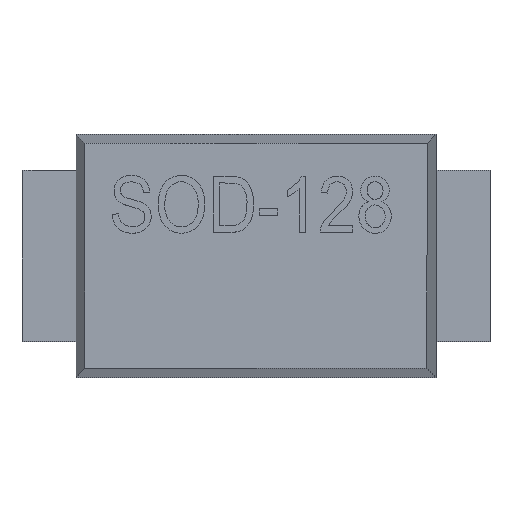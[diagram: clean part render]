
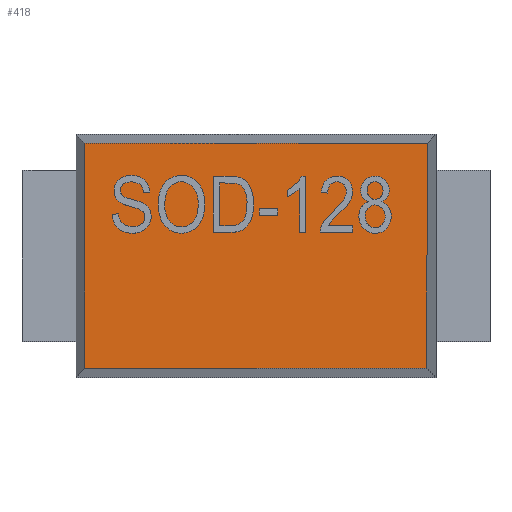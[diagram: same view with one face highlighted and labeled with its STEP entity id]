
A CAD part, top view. The second image highlights one B-rep face of the part: STEP entity #418.
In plain terms, the highlighted planar face has unit normal (0, 0, 1).
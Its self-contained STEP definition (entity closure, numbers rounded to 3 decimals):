
#363 = EDGE_LOOP ( 'NONE', ( #1060, #1355, #2778, #4109 ) ) ;
#370 = DIRECTION ( 'NONE',  ( -1., 0., 0. ) ) ;
#418 = ADVANCED_FACE ( 'NONE', ( #4563 ), #4226, .T. ) ;
#671 = DIRECTION ( 'NONE',  ( 0., 1., 0. ) ) ;
#721 = DIRECTION ( 'NONE',  ( 1., 0., 0. ) ) ;
#794 = LINE ( 'NONE', #2134, #2372 ) ;
#886 = EDGE_CURVE ( 'NONE', #2363, #3189, #1018, .T. ) ;
#1018 = LINE ( 'NONE', #3839, #4442 ) ;
#1060 = ORIENTED_EDGE ( 'NONE', *, *, #2403, .F. ) ;
#1321 = VECTOR ( 'NONE', #3491, 1000. ) ;
#1327 = VECTOR ( 'NONE', #370, 1000. ) ;
#1355 = ORIENTED_EDGE ( 'NONE', *, *, #886, .F. ) ;
#1359 = AXIS2_PLACEMENT_3D ( 'NONE', #2128, #3510, #721 ) ;
#1448 = CARTESIAN_POINT ( 'NONE',  ( 0.1, 0.1, 1.1 ) ) ;
#1599 = LINE ( 'NONE', #2045, #1321 ) ;
#1839 = CARTESIAN_POINT ( 'NONE',  ( 3.9, 0.1, 1.1 ) ) ;
#1906 = CARTESIAN_POINT ( 'NONE',  ( 0.1, 2.6, 1.1 ) ) ;
#2045 = CARTESIAN_POINT ( 'NONE',  ( 3.9, 0., 1.1 ) ) ;
#2084 = CARTESIAN_POINT ( 'NONE',  ( 0., 0.1, 1.1 ) ) ;
#2128 = CARTESIAN_POINT ( 'NONE',  ( 0., 0., 1.1 ) ) ;
#2134 = CARTESIAN_POINT ( 'NONE',  ( 0., 2.6, 1.1 ) ) ;
#2299 = VERTEX_POINT ( 'NONE', #2782 ) ;
#2363 = VERTEX_POINT ( 'NONE', #1448 ) ;
#2372 = VECTOR ( 'NONE', #2874, 1000. ) ;
#2403 = EDGE_CURVE ( 'NONE', #3189, #2299, #794, .T. ) ;
#2778 = ORIENTED_EDGE ( 'NONE', *, *, #3056, .F. ) ;
#2782 = CARTESIAN_POINT ( 'NONE',  ( 3.9, 2.6, 1.1 ) ) ;
#2848 = LINE ( 'NONE', #2084, #1327 ) ;
#2874 = DIRECTION ( 'NONE',  ( 1., 0., 0. ) ) ;
#3056 = EDGE_CURVE ( 'NONE', #4041, #2363, #2848, .T. ) ;
#3189 = VERTEX_POINT ( 'NONE', #1906 ) ;
#3491 = DIRECTION ( 'NONE',  ( 0., -1., 0. ) ) ;
#3510 = DIRECTION ( 'NONE',  ( 0., 0., 1. ) ) ;
#3839 = CARTESIAN_POINT ( 'NONE',  ( 0.1, 0., 1.1 ) ) ;
#4041 = VERTEX_POINT ( 'NONE', #1839 ) ;
#4109 = ORIENTED_EDGE ( 'NONE', *, *, #4184, .F. ) ;
#4184 = EDGE_CURVE ( 'NONE', #2299, #4041, #1599, .T. ) ;
#4226 = PLANE ( 'NONE',  #1359 ) ;
#4442 = VECTOR ( 'NONE', #671, 1000. ) ;
#4563 = FACE_OUTER_BOUND ( 'NONE', #363, .T. ) ;
